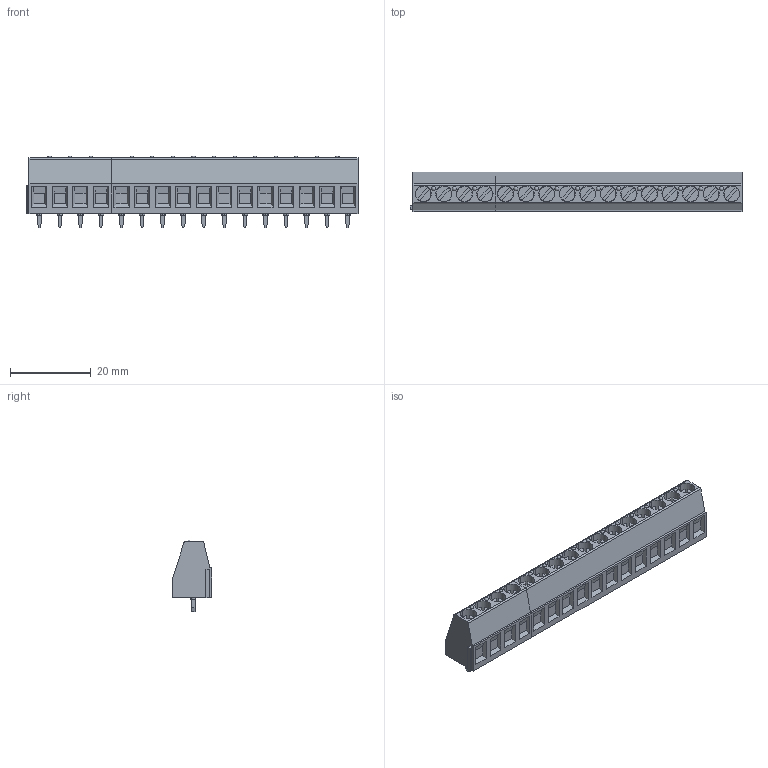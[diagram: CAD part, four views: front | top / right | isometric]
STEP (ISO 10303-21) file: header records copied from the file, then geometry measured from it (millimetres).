
FILE_DESCRIPTION(('Creo Elements/Direct Modeling STEP Export'),'2;1');
FILE_NAME('model.stp','2018-02-10T10:53:21',(''),(''),'Creo Elements/Direct Modeling STEP processor for AP214 (Solid Model)','Creo Elements/Direct Modeling 18.1I 14-Aug-2016 (C) Parametric Technology GmbH','');
FILE_SCHEMA(('AUTOMOTIVE_DESIGN { 1 0 10303 214 1 1 1 1 }'));
Length unit declared in the file: millimetre
Products named in the file (4): mkds_1.5-4-5.08; mkds_1.5-12-5.08; Bohrloch_11; MKDS_1.5_16-5.08
Assembly tree (18 placements, depth 2):
  MKDS_1.5_16-5.08
    Bohrloch_11  x16
    mkds_1.5-12-5.08
    mkds_1.5-4-5.08
Bounding box: 82.02 x 9.8 x 17.7 mm (x, y, z)
Volume: 8648.3 mm3; surface area: 5379 mm2
Topology: 18 solids, 18 shells, 536 faces, 1311 edges, 893 vertices
Faces by surface type: plane 403, cylinder 119, sphere 14
Entity records: 17607 total; most frequent: ORIENTED_EDGE 2382, CARTESIAN_POINT 2363, DIRECTION 2202, EDGE_CURVE 1191, VECTOR 918, LINE 918, VERTEX_POINT 803, AXIS2_PLACEMENT_3D 642
